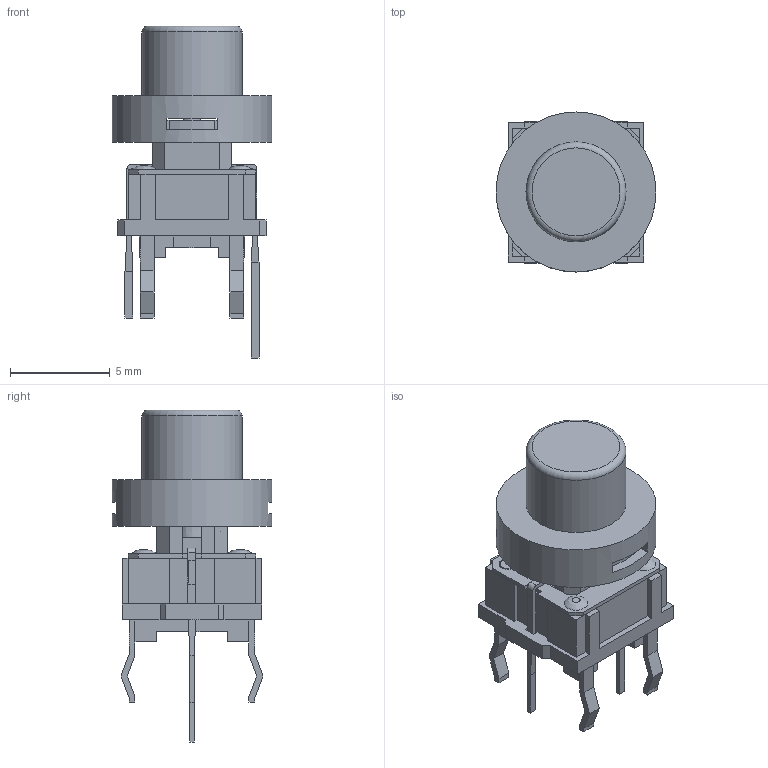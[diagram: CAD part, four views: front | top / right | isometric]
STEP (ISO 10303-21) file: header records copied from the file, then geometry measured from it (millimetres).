
FILE_DESCRIPTION((' '),'2;1');
FILE_NAME('TL1265xQSxxx.stp','2017-07-26T14:07:53',(' '),(' '),' ','ACIS',' ');
FILE_SCHEMA(('CONFIG_CONTROL_DESIGN'));
Length unit declared in the file: inch
Products named in the file (7): TL1265xQSxxx.stp; Body1; Body2; Body3; Body4; Body5; Body6
Assembly tree (6 placements, depth 2):
  TL1265xQSxxx.stp
    Body1
    Body2
    Body3
    Body4
    Body5
    Body6
Bounding box: 8 x 8 x 16.6 mm (x, y, z)
Volume: 289.4 mm3; surface area: 828.1 mm2
Topology: 7 solids, 8 shells, 301 faces, 807 edges, 526 vertices
Faces by surface type: plane 263, cylinder 24, cone 7, bspline 5, sphere 1, torus 1
Full cylindrical faces by diameter (mm): 0.8 x4, 0.9 x4, 3 x1, 5 x2, 8 x1
Entity records: 10200 total; most frequent: CARTESIAN_POINT 1796, ORIENTED_EDGE 1548, DIRECTION 1464, EDGE_CURVE 774, VECTOR 694, LINE 694, VERTEX_POINT 516, AXIS2_PLACEMENT_3D 385
